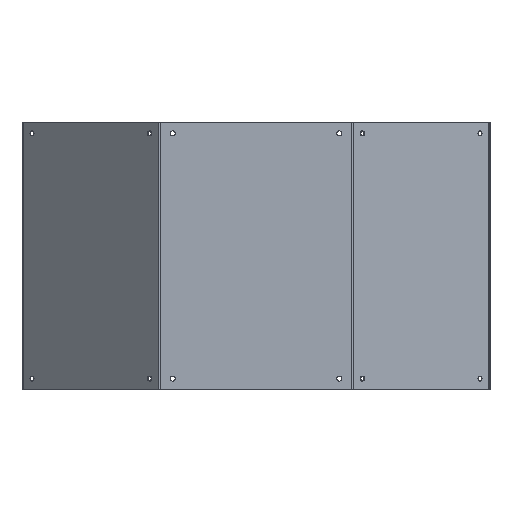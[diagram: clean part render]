
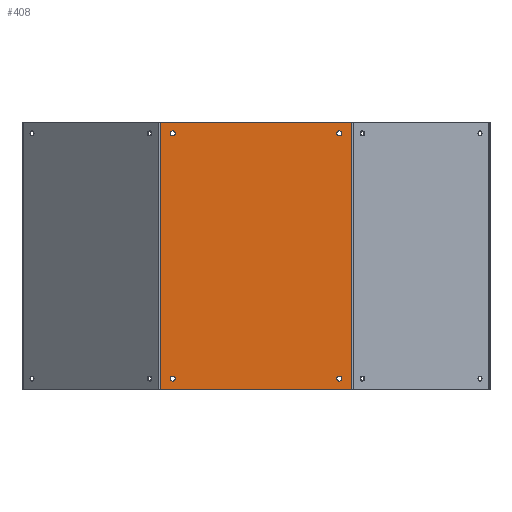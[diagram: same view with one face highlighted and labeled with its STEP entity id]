
A CAD part, front view. The second image highlights one B-rep face of the part: STEP entity #408.
In plain terms, the highlighted planar face has unit normal (0, -1, 0).
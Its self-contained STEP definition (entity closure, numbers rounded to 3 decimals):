
#140 = VERTEX_POINT('',#141);
#141 = CARTESIAN_POINT('',(-86.156,-211.,0.));
#147 = EDGE_CURVE('',#140,#148,#150,.T.);
#148 = VERTEX_POINT('',#149);
#149 = CARTESIAN_POINT('',(86.156,-211.,0.));
#150 = LINE('',#151,#152);
#151 = CARTESIAN_POINT('',(-86.156,-211.,0.));
#152 = VECTOR('',#153,1.);
#153 = DIRECTION('',(1.,0.,0.));
#181 = VERTEX_POINT('',#182);
#182 = CARTESIAN_POINT('',(-86.156,-211.,241.));
#188 = EDGE_CURVE('',#181,#189,#191,.T.);
#189 = VERTEX_POINT('',#190);
#190 = CARTESIAN_POINT('',(86.156,-211.,241.));
#191 = LINE('',#192,#193);
#192 = CARTESIAN_POINT('',(-86.156,-211.,241.));
#193 = VECTOR('',#194,1.);
#194 = DIRECTION('',(1.,0.,0.));
#222 = EDGE_CURVE('',#140,#181,#223,.T.);
#223 = LINE('',#224,#225);
#224 = CARTESIAN_POINT('',(-86.156,-211.,0.));
#225 = VECTOR('',#226,1.);
#226 = DIRECTION('',(0.,0.,1.));
#238 = VERTEX_POINT('',#239);
#239 = CARTESIAN_POINT('',(72.75,-211.,231.));
#245 = EDGE_CURVE('',#238,#238,#246,.T.);
#246 = CIRCLE('',#247,2.25);
#247 = AXIS2_PLACEMENT_3D('',#248,#249,#250);
#248 = CARTESIAN_POINT('',(75.,-211.,231.));
#249 = DIRECTION('',(0.,-1.,0.));
#250 = DIRECTION('',(-1.,0.,0.));
#263 = VERTEX_POINT('',#264);
#264 = CARTESIAN_POINT('',(-77.25,-211.,231.));
#270 = EDGE_CURVE('',#263,#263,#271,.T.);
#271 = CIRCLE('',#272,2.25);
#272 = AXIS2_PLACEMENT_3D('',#273,#274,#275);
#273 = CARTESIAN_POINT('',(-75.,-211.,231.));
#274 = DIRECTION('',(0.,-1.,0.));
#275 = DIRECTION('',(-1.,0.,0.));
#288 = VERTEX_POINT('',#289);
#289 = CARTESIAN_POINT('',(72.75,-211.,10.));
#295 = EDGE_CURVE('',#288,#288,#296,.T.);
#296 = CIRCLE('',#297,2.25);
#297 = AXIS2_PLACEMENT_3D('',#298,#299,#300);
#298 = CARTESIAN_POINT('',(75.,-211.,10.));
#299 = DIRECTION('',(0.,-1.,0.));
#300 = DIRECTION('',(-1.,0.,0.));
#313 = VERTEX_POINT('',#314);
#314 = CARTESIAN_POINT('',(-77.25,-211.,10.));
#320 = EDGE_CURVE('',#313,#313,#321,.T.);
#321 = CIRCLE('',#322,2.25);
#322 = AXIS2_PLACEMENT_3D('',#323,#324,#325);
#323 = CARTESIAN_POINT('',(-75.,-211.,10.));
#324 = DIRECTION('',(0.,-1.,0.));
#325 = DIRECTION('',(-1.,0.,0.));
#408 = ADVANCED_FACE('',(#409,#420,#423,#426,#429),#432,.F.);
#409 = FACE_BOUND('',#410,.F.);
#410 = EDGE_LOOP('',(#411,#412,#413,#419));
#411 = ORIENTED_EDGE('',*,*,#222,.T.);
#412 = ORIENTED_EDGE('',*,*,#188,.T.);
#413 = ORIENTED_EDGE('',*,*,#414,.F.);
#414 = EDGE_CURVE('',#148,#189,#415,.T.);
#415 = LINE('',#416,#417);
#416 = CARTESIAN_POINT('',(86.156,-211.,0.));
#417 = VECTOR('',#418,1.);
#418 = DIRECTION('',(0.,0.,1.));
#419 = ORIENTED_EDGE('',*,*,#147,.F.);
#420 = FACE_BOUND('',#421,.F.);
#421 = EDGE_LOOP('',(#422));
#422 = ORIENTED_EDGE('',*,*,#270,.T.);
#423 = FACE_BOUND('',#424,.F.);
#424 = EDGE_LOOP('',(#425));
#425 = ORIENTED_EDGE('',*,*,#245,.T.);
#426 = FACE_BOUND('',#427,.F.);
#427 = EDGE_LOOP('',(#428));
#428 = ORIENTED_EDGE('',*,*,#320,.T.);
#429 = FACE_BOUND('',#430,.F.);
#430 = EDGE_LOOP('',(#431));
#431 = ORIENTED_EDGE('',*,*,#295,.T.);
#432 = PLANE('',#433);
#433 = AXIS2_PLACEMENT_3D('',#434,#435,#436);
#434 = CARTESIAN_POINT('',(-86.156,-211.,0.));
#435 = DIRECTION('',(0.,1.,0.));
#436 = DIRECTION('',(1.,0.,0.));
